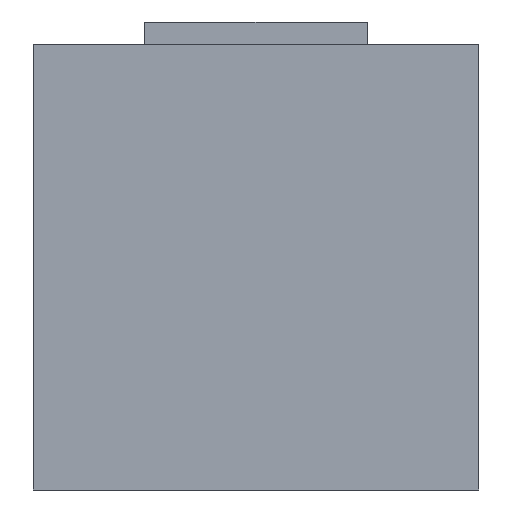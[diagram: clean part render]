
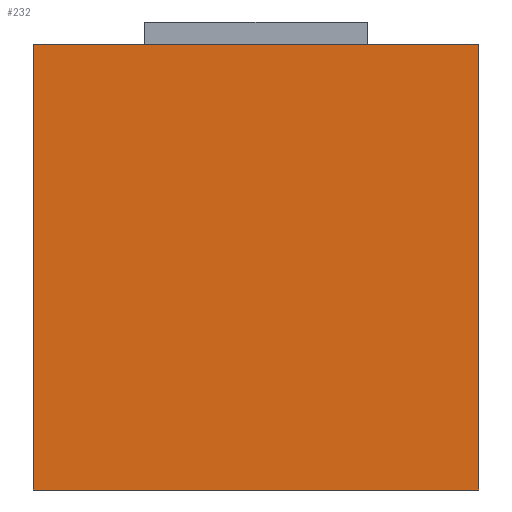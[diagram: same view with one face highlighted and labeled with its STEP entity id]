
A CAD part, front view. The second image highlights one B-rep face of the part: STEP entity #232.
In plain terms, the highlighted planar face has unit normal (0, -1, 0).
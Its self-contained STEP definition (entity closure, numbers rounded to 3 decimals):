
#28=FACE_OUTER_BOUND('',#43,.T.);
#43=EDGE_LOOP('',(#171,#172,#173,#174));
#56=LINE('',#346,#82);
#61=LINE('',#364,#87);
#62=LINE('',#366,#88);
#63=LINE('',#367,#89);
#82=VECTOR('',#281,10.);
#87=VECTOR('',#300,10.);
#88=VECTOR('',#301,10.);
#89=VECTOR('',#302,10.);
#108=VERTEX_POINT('',#343);
#109=VERTEX_POINT('',#345);
#115=VERTEX_POINT('',#363);
#116=VERTEX_POINT('',#365);
#128=EDGE_CURVE('',#108,#109,#56,.T.);
#137=EDGE_CURVE('',#115,#108,#61,.T.);
#138=EDGE_CURVE('',#116,#115,#62,.T.);
#139=EDGE_CURVE('',#109,#116,#63,.T.);
#171=ORIENTED_EDGE('',*,*,#137,.F.);
#172=ORIENTED_EDGE('',*,*,#138,.F.);
#173=ORIENTED_EDGE('',*,*,#139,.F.);
#174=ORIENTED_EDGE('',*,*,#128,.F.);
#218=PLANE('',#265);
#232=ADVANCED_FACE('',(#28),#218,.T.);
#265=AXIS2_PLACEMENT_3D('',#362,#298,#299);
#281=DIRECTION('',(0.,0.,1.));
#298=DIRECTION('center_axis',(0.,-1.,0.));
#299=DIRECTION('ref_axis',(0.,0.,-1.));
#300=DIRECTION('',(-1.,0.,0.));
#301=DIRECTION('',(0.,0.,-1.));
#302=DIRECTION('',(1.,0.,0.));
#343=CARTESIAN_POINT('',(-10.,-50.,-10.));
#345=CARTESIAN_POINT('',(-10.,-50.,10.));
#346=CARTESIAN_POINT('',(-10.,-50.,-10.));
#362=CARTESIAN_POINT('Origin',(0.,-50.,10.));
#363=CARTESIAN_POINT('',(10.,-50.,-10.));
#364=CARTESIAN_POINT('',(0.,-50.,-10.));
#365=CARTESIAN_POINT('',(10.,-50.,10.));
#366=CARTESIAN_POINT('',(10.,-50.,-10.));
#367=CARTESIAN_POINT('',(0.,-50.,10.));
